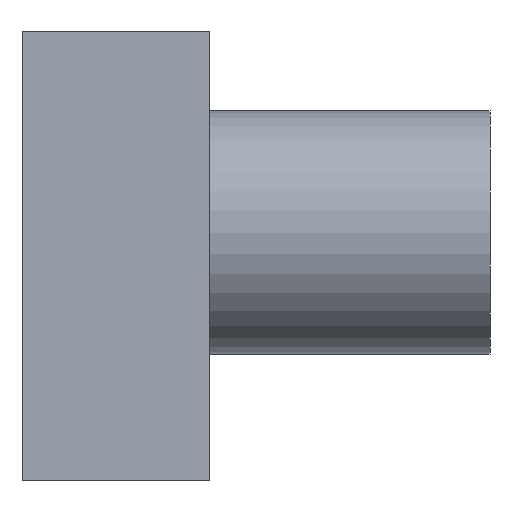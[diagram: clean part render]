
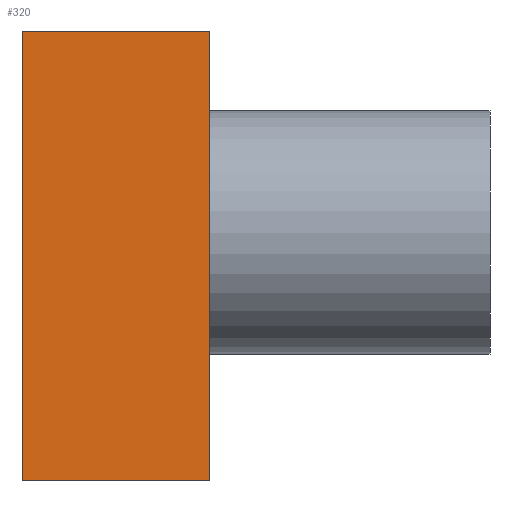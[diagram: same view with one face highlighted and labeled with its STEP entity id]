
A CAD part, front view. The second image highlights one B-rep face of the part: STEP entity #320.
In plain terms, the highlighted planar face has unit normal (0, -1, 0).
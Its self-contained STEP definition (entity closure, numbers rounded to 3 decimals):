
#6 = DIRECTION ( 'NONE',  ( 0., 0., 1. ) ) ;
#15 = CARTESIAN_POINT ( 'NONE',  ( 2., -59.93, 2.4 ) ) ;
#98 = EDGE_CURVE ( 'NONE', #1037, #255, #150, .T. ) ;
#129 = CARTESIAN_POINT ( 'NONE',  ( 0., -59.93, -2.4 ) ) ;
#150 = LINE ( 'NONE', #522, #449 ) ;
#211 = CARTESIAN_POINT ( 'NONE',  ( 2., -59.93, -2.4 ) ) ;
#215 = ORIENTED_EDGE ( 'NONE', *, *, #242, .T. ) ;
#242 = EDGE_CURVE ( 'NONE', #1149, #897, #857, .T. ) ;
#255 = VERTEX_POINT ( 'NONE', #459 ) ;
#290 = DIRECTION ( 'NONE',  ( -1., 0., 0. ) ) ;
#320 = ADVANCED_FACE ( 'NONE', ( #862 ), #1257, .F. ) ;
#382 = CARTESIAN_POINT ( 'NONE',  ( 0., -59.93, 2.4 ) ) ;
#449 = VECTOR ( 'NONE', #612, 1000. ) ;
#450 = CARTESIAN_POINT ( 'NONE',  ( 2., -59.93, 2.4 ) ) ;
#459 = CARTESIAN_POINT ( 'NONE',  ( 2., -59.93, -2.4 ) ) ;
#522 = CARTESIAN_POINT ( 'NONE',  ( 2., -59.93, 2.4 ) ) ;
#547 = VECTOR ( 'NONE', #764, 1000. ) ;
#557 = ORIENTED_EDGE ( 'NONE', *, *, #787, .F. ) ;
#612 = DIRECTION ( 'NONE',  ( 0., 0., -1. ) ) ;
#710 = AXIS2_PLACEMENT_3D ( 'NONE', #15, #1271, #6 ) ;
#764 = DIRECTION ( 'NONE',  ( 0., 0., -1. ) ) ;
#787 = EDGE_CURVE ( 'NONE', #255, #897, #1078, .T. ) ;
#857 = LINE ( 'NONE', #382, #547 ) ;
#862 = FACE_OUTER_BOUND ( 'NONE', #906, .T. ) ;
#865 = CARTESIAN_POINT ( 'NONE',  ( 2., -59.93, 2.4 ) ) ;
#897 = VERTEX_POINT ( 'NONE', #129 ) ;
#902 = ORIENTED_EDGE ( 'NONE', *, *, #1223, .T. ) ;
#906 = EDGE_LOOP ( 'NONE', ( #215, #557, #909, #902 ) ) ;
#909 = ORIENTED_EDGE ( 'NONE', *, *, #98, .F. ) ;
#984 = DIRECTION ( 'NONE',  ( -1., 0., 0. ) ) ;
#995 = VECTOR ( 'NONE', #290, 1000. ) ;
#1030 = VECTOR ( 'NONE', #984, 1000. ) ;
#1037 = VERTEX_POINT ( 'NONE', #450 ) ;
#1078 = LINE ( 'NONE', #211, #1030 ) ;
#1149 = VERTEX_POINT ( 'NONE', #1269 ) ;
#1223 = EDGE_CURVE ( 'NONE', #1037, #1149, #1252, .T. ) ;
#1252 = LINE ( 'NONE', #865, #995 ) ;
#1257 = PLANE ( 'NONE',  #710 ) ;
#1269 = CARTESIAN_POINT ( 'NONE',  ( 0., -59.93, 2.4 ) ) ;
#1271 = DIRECTION ( 'NONE',  ( 0., 1., 0. ) ) ;
